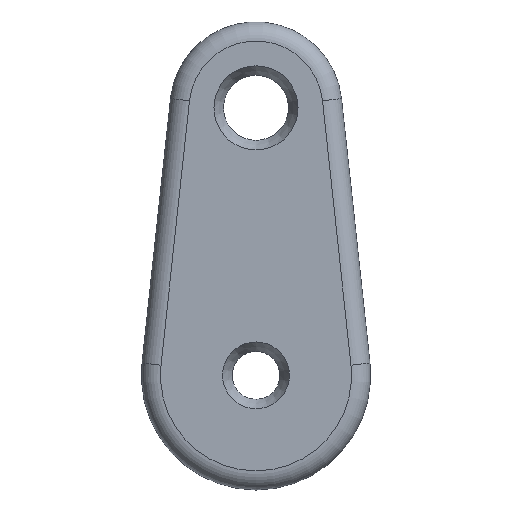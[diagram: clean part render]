
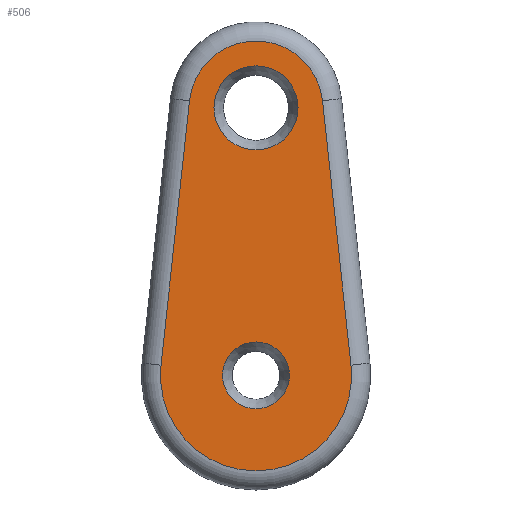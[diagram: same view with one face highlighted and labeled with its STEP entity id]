
A CAD part, front view. The second image highlights one B-rep face of the part: STEP entity #506.
In plain terms, the highlighted planar face has unit normal (0, -1, 0).
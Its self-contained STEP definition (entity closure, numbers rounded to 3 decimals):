
#54=FACE_BOUND('',#92,.T.);
#55=FACE_BOUND('',#93,.T.);
#58=FACE_OUTER_BOUND('',#91,.T.);
#91=EDGE_LOOP('',(#341,#342,#343,#344));
#92=EDGE_LOOP('',(#345));
#93=EDGE_LOOP('',(#346));
#128=CIRCLE('',#554,3.5);
#129=CIRCLE('',#555,5.);
#130=CIRCLE('',#556,1.75);
#131=CIRCLE('',#557,2.2);
#174=LINE('',#798,#194);
#175=LINE('',#802,#195);
#194=VECTOR('',#630,13.919);
#195=VECTOR('',#633,13.919);
#214=VERTEX_POINT('',#796);
#215=VERTEX_POINT('',#797);
#216=VERTEX_POINT('',#799);
#217=VERTEX_POINT('',#801);
#218=VERTEX_POINT('',#804);
#219=VERTEX_POINT('',#806);
#262=EDGE_CURVE('',#214,#215,#174,.T.);
#263=EDGE_CURVE('',#215,#216,#128,.T.);
#264=EDGE_CURVE('',#216,#217,#175,.T.);
#265=EDGE_CURVE('',#217,#214,#129,.T.);
#266=EDGE_CURVE('',#218,#218,#130,.T.);
#267=EDGE_CURVE('',#219,#219,#131,.T.);
#341=ORIENTED_EDGE('',*,*,#262,.T.);
#342=ORIENTED_EDGE('',*,*,#263,.T.);
#343=ORIENTED_EDGE('',*,*,#264,.T.);
#344=ORIENTED_EDGE('',*,*,#265,.T.);
#345=ORIENTED_EDGE('',*,*,#266,.T.);
#346=ORIENTED_EDGE('',*,*,#267,.T.);
#499=PLANE('',#553);
#506=ADVANCED_FACE('',(#58,#54,#55),#499,.F.);
#553=AXIS2_PLACEMENT_3D('',#795,#628,#629);
#554=AXIS2_PLACEMENT_3D('',#800,#631,#632);
#555=AXIS2_PLACEMENT_3D('',#803,#634,#635);
#556=AXIS2_PLACEMENT_3D('',#805,#636,#637);
#557=AXIS2_PLACEMENT_3D('',#807,#638,#639);
#628=DIRECTION('center_axis',(0.,1.,0.));
#629=DIRECTION('ref_axis',(1.,0.,0.));
#630=DIRECTION('',(-0.107,0.,0.994));
#631=DIRECTION('center_axis',(0.,-1.,0.));
#632=DIRECTION('ref_axis',(0.994,0.,0.107));
#633=DIRECTION('',(-0.107,0.,-0.994));
#634=DIRECTION('center_axis',(0.,-1.,0.));
#635=DIRECTION('ref_axis',(-0.994,0.,0.107));
#636=DIRECTION('center_axis',(0.,1.,0.));
#637=DIRECTION('ref_axis',(1.,0.,0.));
#638=DIRECTION('center_axis',(0.,1.,0.));
#639=DIRECTION('ref_axis',(1.,0.,0.));
#795=CARTESIAN_POINT('Origin',(0.,0.,0.));
#796=CARTESIAN_POINT('',(4.971,0.,-13.464));
#797=CARTESIAN_POINT('',(3.48,0.,0.375));
#798=CARTESIAN_POINT('',(4.971,0.,-13.464));
#799=CARTESIAN_POINT('',(-3.48,0.,0.375));
#800=CARTESIAN_POINT('Origin',(0.,0.,0.));
#801=CARTESIAN_POINT('',(-4.971,0.,-13.464));
#802=CARTESIAN_POINT('',(-3.48,0.,0.375));
#803=CARTESIAN_POINT('Origin',(0.,0.,-14.));
#804=CARTESIAN_POINT('',(0.,0.,-12.25));
#805=CARTESIAN_POINT('Origin',(0.,0.,-14.));
#806=CARTESIAN_POINT('',(0.,0.,2.2));
#807=CARTESIAN_POINT('Origin',(0.,0.,0.));
